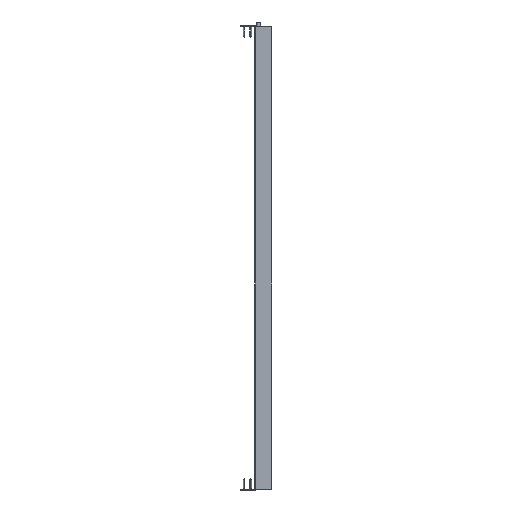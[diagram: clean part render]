
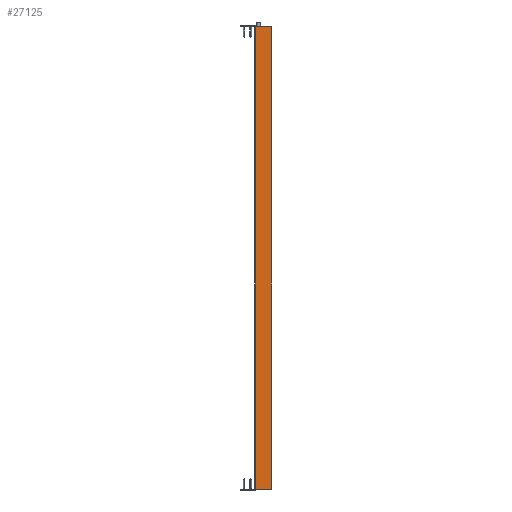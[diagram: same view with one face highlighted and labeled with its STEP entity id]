
A CAD part, left-side view. The second image highlights one B-rep face of the part: STEP entity #27125.
In plain terms, the highlighted planar face has unit normal (-1, 0.003, 0).
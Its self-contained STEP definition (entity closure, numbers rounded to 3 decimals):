
#207 = DIRECTION ( 'NONE',  ( 0., 0., -1. ) ) ;
#659 = VECTOR ( 'NONE', #41287, 1000. ) ;
#1131 = VERTEX_POINT ( 'NONE', #34745 ) ;
#1741 = VECTOR ( 'NONE', #12361, 1000. ) ;
#3241 = CARTESIAN_POINT ( 'NONE',  ( -4.1, -30., 833. ) ) ;
#4326 = VERTEX_POINT ( 'NONE', #40529 ) ;
#4397 = FACE_OUTER_BOUND ( 'NONE', #18122, .T. ) ;
#5037 = LINE ( 'NONE', #18219, #659 ) ;
#5043 = VERTEX_POINT ( 'NONE', #29318 ) ;
#5478 = ORIENTED_EDGE ( 'NONE', *, *, #10960, .T. ) ;
#6305 = CARTESIAN_POINT ( 'NONE',  ( -4.002, -0.698, 0. ) ) ;
#7214 = ORIENTED_EDGE ( 'NONE', *, *, #32731, .T. ) ;
#7838 = PLANE ( 'NONE',  #23001 ) ;
#10468 = VERTEX_POINT ( 'NONE', #15961 ) ;
#10481 = EDGE_CURVE ( 'NONE', #5043, #1131, #32763, .T. ) ;
#10960 = EDGE_CURVE ( 'NONE', #10468, #4326, #5037, .T. ) ;
#11293 = DIRECTION ( 'NONE',  ( 1., -0.003, 0. ) ) ;
#11509 = CARTESIAN_POINT ( 'NONE',  ( -4.002, -0.698, 833. ) ) ;
#12361 = DIRECTION ( 'NONE',  ( -0.003, -1., 0. ) ) ;
#14440 = VECTOR ( 'NONE', #207, 1000. ) ;
#15961 = CARTESIAN_POINT ( 'NONE',  ( -4.002, -0.698, 833. ) ) ;
#18122 = EDGE_LOOP ( 'NONE', ( #7214, #41557, #27560, #5478 ) ) ;
#18219 = CARTESIAN_POINT ( 'NONE',  ( -4.002, -0.698, 833. ) ) ;
#23001 = AXIS2_PLACEMENT_3D ( 'NONE', #11509, #11293, #40412 ) ;
#26111 = LINE ( 'NONE', #32765, #31275 ) ;
#27125 = ADVANCED_FACE ( 'NONE', ( #4397 ), #7838, .F. ) ;
#27560 = ORIENTED_EDGE ( 'NONE', *, *, #35125, .F. ) ;
#28948 = LINE ( 'NONE', #6305, #1741 ) ;
#29318 = CARTESIAN_POINT ( 'NONE',  ( -4.1, -30., 833. ) ) ;
#31275 = VECTOR ( 'NONE', #39680, 1000. ) ;
#32731 = EDGE_CURVE ( 'NONE', #4326, #1131, #28948, .T. ) ;
#32763 = LINE ( 'NONE', #3241, #14440 ) ;
#32765 = CARTESIAN_POINT ( 'NONE',  ( -4.002, -0.698, 833. ) ) ;
#34745 = CARTESIAN_POINT ( 'NONE',  ( -4.1, -30., 0. ) ) ;
#35125 = EDGE_CURVE ( 'NONE', #10468, #5043, #26111, .T. ) ;
#39680 = DIRECTION ( 'NONE',  ( -0.003, -1., 0. ) ) ;
#40412 = DIRECTION ( 'NONE',  ( 0.003, 1., 0. ) ) ;
#40529 = CARTESIAN_POINT ( 'NONE',  ( -4.002, -0.698, 0. ) ) ;
#41287 = DIRECTION ( 'NONE',  ( 0., 0., -1. ) ) ;
#41557 = ORIENTED_EDGE ( 'NONE', *, *, #10481, .F. ) ;
